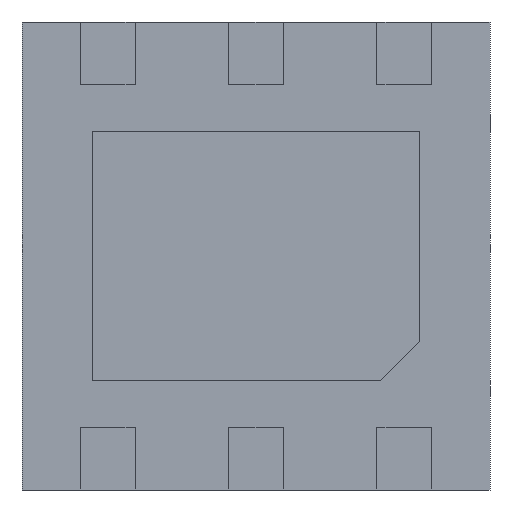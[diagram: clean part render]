
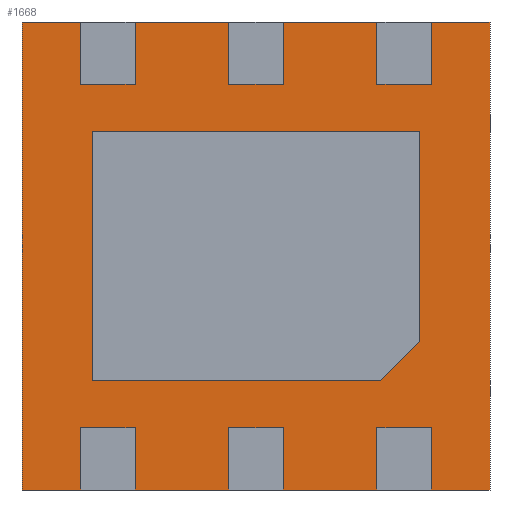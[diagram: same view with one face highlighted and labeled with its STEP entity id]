
A CAD part, front view. The second image highlights one B-rep face of the part: STEP entity #1668.
In plain terms, the highlighted planar face has unit normal (0, -1, 0).
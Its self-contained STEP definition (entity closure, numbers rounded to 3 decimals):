
#45=DIRECTION('',(-0.707,0.,-0.707));
#46=VECTOR('',#45,0.356);
#47=CARTESIAN_POINT('',(1.05,0.,-0.549));
#48=LINE('',#47,#46);
#53=DIRECTION('',(0.,0.,-1.));
#54=VECTOR('',#53,1.349);
#55=CARTESIAN_POINT('',(1.05,0.,0.8));
#56=LINE('',#55,#54);
#60=DIRECTION('',(1.,0.,0.));
#61=VECTOR('',#60,2.1);
#62=CARTESIAN_POINT('',(-1.05,0.,0.8));
#63=LINE('',#62,#61);
#67=DIRECTION('',(0.,0.,1.));
#68=VECTOR('',#67,1.6);
#69=CARTESIAN_POINT('',(-1.05,0.,-0.8));
#70=LINE('',#69,#68);
#74=DIRECTION('',(-1.,0.,0.));
#75=VECTOR('',#74,1.849);
#76=CARTESIAN_POINT('',(0.799,0.,-0.8));
#77=LINE('',#76,#75);
#81=DIRECTION('',(1.,0.,0.));
#82=VECTOR('',#81,0.35);
#83=CARTESIAN_POINT('',(0.775,0.,-1.1));
#84=LINE('',#83,#82);
#88=DIRECTION('',(0.,0.,1.));
#89=VECTOR('',#88,0.4);
#90=CARTESIAN_POINT('',(0.775,0.,-1.5));
#91=LINE('',#90,#89);
#95=DIRECTION('',(-1.,0.,0.));
#96=VECTOR('',#95,0.6);
#97=CARTESIAN_POINT('',(0.775,0.,-1.5));
#98=LINE('',#97,#96);
#102=DIRECTION('',(0.,0.,1.));
#103=VECTOR('',#102,0.4);
#104=CARTESIAN_POINT('',(0.175,0.,-1.5));
#105=LINE('',#104,#103);
#109=DIRECTION('',(1.,0.,0.));
#110=VECTOR('',#109,0.35);
#111=CARTESIAN_POINT('',(-0.175,0.,-1.1));
#112=LINE('',#111,#110);
#116=DIRECTION('',(0.,0.,1.));
#117=VECTOR('',#116,0.4);
#118=CARTESIAN_POINT('',(-0.175,0.,-1.5));
#119=LINE('',#118,#117);
#123=DIRECTION('',(-1.,0.,0.));
#124=VECTOR('',#123,0.6);
#125=CARTESIAN_POINT('',(-0.175,0.,-1.5));
#126=LINE('',#125,#124);
#130=DIRECTION('',(0.,0.,1.));
#131=VECTOR('',#130,0.4);
#132=CARTESIAN_POINT('',(-0.775,0.,-1.5));
#133=LINE('',#132,#131);
#137=DIRECTION('',(1.,0.,0.));
#138=VECTOR('',#137,0.35);
#139=CARTESIAN_POINT('',(-1.125,0.,-1.1));
#140=LINE('',#139,#138);
#144=DIRECTION('',(0.,0.,1.));
#145=VECTOR('',#144,0.4);
#146=CARTESIAN_POINT('',(-1.125,0.,-1.5));
#147=LINE('',#146,#145);
#151=DIRECTION('',(-1.,0.,0.));
#152=VECTOR('',#151,0.375);
#153=CARTESIAN_POINT('',(-1.125,0.,-1.5));
#154=LINE('',#153,#152);
#158=DIRECTION('',(0.,0.,1.));
#159=VECTOR('',#158,3.);
#160=CARTESIAN_POINT('',(-1.5,0.,-1.5));
#161=LINE('',#160,#159);
#165=DIRECTION('',(1.,0.,0.));
#166=VECTOR('',#165,0.375);
#167=CARTESIAN_POINT('',(-1.5,0.,1.5));
#168=LINE('',#167,#166);
#172=DIRECTION('',(0.,0.,-1.));
#173=VECTOR('',#172,0.4);
#174=CARTESIAN_POINT('',(-1.125,0.,1.5));
#175=LINE('',#174,#173);
#179=DIRECTION('',(1.,0.,0.));
#180=VECTOR('',#179,0.35);
#181=CARTESIAN_POINT('',(-1.125,0.,1.1));
#182=LINE('',#181,#180);
#186=DIRECTION('',(0.,0.,-1.));
#187=VECTOR('',#186,0.4);
#188=CARTESIAN_POINT('',(-0.775,0.,1.5));
#189=LINE('',#188,#187);
#193=DIRECTION('',(1.,0.,0.));
#194=VECTOR('',#193,0.6);
#195=CARTESIAN_POINT('',(-0.775,0.,1.5));
#196=LINE('',#195,#194);
#200=DIRECTION('',(0.,0.,-1.));
#201=VECTOR('',#200,0.4);
#202=CARTESIAN_POINT('',(-0.175,0.,1.5));
#203=LINE('',#202,#201);
#207=DIRECTION('',(1.,0.,0.));
#208=VECTOR('',#207,0.35);
#209=CARTESIAN_POINT('',(-0.175,0.,1.1));
#210=LINE('',#209,#208);
#214=DIRECTION('',(0.,0.,-1.));
#215=VECTOR('',#214,0.4);
#216=CARTESIAN_POINT('',(0.175,0.,1.5));
#217=LINE('',#216,#215);
#221=DIRECTION('',(1.,0.,0.));
#222=VECTOR('',#221,0.6);
#223=CARTESIAN_POINT('',(0.175,0.,1.5));
#224=LINE('',#223,#222);
#228=DIRECTION('',(0.,0.,-1.));
#229=VECTOR('',#228,0.4);
#230=CARTESIAN_POINT('',(0.775,0.,1.5));
#231=LINE('',#230,#229);
#235=DIRECTION('',(1.,0.,0.));
#236=VECTOR('',#235,0.35);
#237=CARTESIAN_POINT('',(0.775,0.,1.1));
#238=LINE('',#237,#236);
#242=DIRECTION('',(0.,0.,-1.));
#243=VECTOR('',#242,0.4);
#244=CARTESIAN_POINT('',(1.125,0.,1.5));
#245=LINE('',#244,#243);
#249=DIRECTION('',(1.,0.,0.));
#250=VECTOR('',#249,0.375);
#251=CARTESIAN_POINT('',(1.125,0.,1.5));
#252=LINE('',#251,#250);
#256=DIRECTION('',(0.,0.,-1.));
#257=VECTOR('',#256,3.);
#258=CARTESIAN_POINT('',(1.5,0.,1.5));
#259=LINE('',#258,#257);
#263=DIRECTION('',(-1.,0.,0.));
#264=VECTOR('',#263,0.375);
#265=CARTESIAN_POINT('',(1.5,0.,-1.5));
#266=LINE('',#265,#264);
#270=DIRECTION('',(0.,0.,1.));
#271=VECTOR('',#270,0.4);
#272=CARTESIAN_POINT('',(1.125,0.,-1.5));
#273=LINE('',#272,#271);
#1349=CARTESIAN_POINT('',(-1.5,0.,-1.5));
#1350=CARTESIAN_POINT('',(-1.5,0.,1.5));
#1351=VERTEX_POINT('',#1349);
#1352=VERTEX_POINT('',#1350);
#1353=CARTESIAN_POINT('',(1.5,0.,1.5));
#1354=CARTESIAN_POINT('',(1.5,0.,-1.5));
#1355=VERTEX_POINT('',#1353);
#1356=VERTEX_POINT('',#1354);
#1365=CARTESIAN_POINT('',(1.05,0.,-0.549));
#1366=CARTESIAN_POINT('',(0.799,0.,-0.8));
#1367=VERTEX_POINT('',#1365);
#1368=VERTEX_POINT('',#1366);
#1369=CARTESIAN_POINT('',(-1.05,0.,-0.8));
#1370=VERTEX_POINT('',#1369);
#1371=CARTESIAN_POINT('',(-1.05,0.,0.8));
#1372=VERTEX_POINT('',#1371);
#1373=CARTESIAN_POINT('',(1.05,0.,0.8));
#1374=VERTEX_POINT('',#1373);
#1375=CARTESIAN_POINT('',(0.775,0.,-1.1));
#1376=CARTESIAN_POINT('',(1.125,0.,-1.1));
#1377=VERTEX_POINT('',#1375);
#1378=VERTEX_POINT('',#1376);
#1379=CARTESIAN_POINT('',(0.775,0.,-1.5));
#1380=VERTEX_POINT('',#1379);
#1381=CARTESIAN_POINT('',(1.125,0.,-1.5));
#1382=VERTEX_POINT('',#1381);
#1383=CARTESIAN_POINT('',(-0.175,0.,-1.1));
#1384=CARTESIAN_POINT('',(0.175,0.,-1.1));
#1385=VERTEX_POINT('',#1383);
#1386=VERTEX_POINT('',#1384);
#1387=CARTESIAN_POINT('',(-0.175,0.,-1.5));
#1388=VERTEX_POINT('',#1387);
#1389=CARTESIAN_POINT('',(0.175,0.,-1.5));
#1390=VERTEX_POINT('',#1389);
#1391=CARTESIAN_POINT('',(-1.125,0.,-1.1));
#1392=CARTESIAN_POINT('',(-0.775,0.,-1.1));
#1393=VERTEX_POINT('',#1391);
#1394=VERTEX_POINT('',#1392);
#1395=CARTESIAN_POINT('',(-1.125,0.,-1.5));
#1396=VERTEX_POINT('',#1395);
#1397=CARTESIAN_POINT('',(-0.775,0.,-1.5));
#1398=VERTEX_POINT('',#1397);
#1399=CARTESIAN_POINT('',(0.775,0.,1.1));
#1400=CARTESIAN_POINT('',(1.125,0.,1.1));
#1401=VERTEX_POINT('',#1399);
#1402=VERTEX_POINT('',#1400);
#1403=CARTESIAN_POINT('',(0.775,0.,1.5));
#1404=VERTEX_POINT('',#1403);
#1405=CARTESIAN_POINT('',(1.125,0.,1.5));
#1406=VERTEX_POINT('',#1405);
#1407=CARTESIAN_POINT('',(-0.175,0.,1.1));
#1408=CARTESIAN_POINT('',(0.175,0.,1.1));
#1409=VERTEX_POINT('',#1407);
#1410=VERTEX_POINT('',#1408);
#1411=CARTESIAN_POINT('',(-0.175,0.,1.5));
#1412=VERTEX_POINT('',#1411);
#1413=CARTESIAN_POINT('',(0.175,0.,1.5));
#1414=VERTEX_POINT('',#1413);
#1415=CARTESIAN_POINT('',(-1.125,0.,1.1));
#1416=CARTESIAN_POINT('',(-0.775,0.,1.1));
#1417=VERTEX_POINT('',#1415);
#1418=VERTEX_POINT('',#1416);
#1419=CARTESIAN_POINT('',(-1.125,0.,1.5));
#1420=VERTEX_POINT('',#1419);
#1421=CARTESIAN_POINT('',(-0.775,0.,1.5));
#1422=VERTEX_POINT('',#1421);
#1593=CARTESIAN_POINT('',(0.,0.,0.));
#1594=DIRECTION('',(0.,1.,0.));
#1595=DIRECTION('',(1.,0.,0.));
#1596=AXIS2_PLACEMENT_3D('',#1593,#1594,#1595);
#1597=PLANE('',#1596);
#1599=ORIENTED_EDGE('',*,*,#1598,.F.);
#1601=ORIENTED_EDGE('',*,*,#1600,.F.);
#1603=ORIENTED_EDGE('',*,*,#1602,.T.);
#1605=ORIENTED_EDGE('',*,*,#1604,.T.);
#1607=ORIENTED_EDGE('',*,*,#1606,.F.);
#1609=ORIENTED_EDGE('',*,*,#1608,.F.);
#1611=ORIENTED_EDGE('',*,*,#1610,.T.);
#1613=ORIENTED_EDGE('',*,*,#1612,.T.);
#1615=ORIENTED_EDGE('',*,*,#1614,.F.);
#1617=ORIENTED_EDGE('',*,*,#1616,.F.);
#1619=ORIENTED_EDGE('',*,*,#1618,.T.);
#1621=ORIENTED_EDGE('',*,*,#1620,.T.);
#1623=ORIENTED_EDGE('',*,*,#1622,.T.);
#1625=ORIENTED_EDGE('',*,*,#1624,.T.);
#1627=ORIENTED_EDGE('',*,*,#1626,.T.);
#1629=ORIENTED_EDGE('',*,*,#1628,.F.);
#1631=ORIENTED_EDGE('',*,*,#1630,.T.);
#1633=ORIENTED_EDGE('',*,*,#1632,.T.);
#1635=ORIENTED_EDGE('',*,*,#1634,.T.);
#1637=ORIENTED_EDGE('',*,*,#1636,.F.);
#1639=ORIENTED_EDGE('',*,*,#1638,.T.);
#1641=ORIENTED_EDGE('',*,*,#1640,.T.);
#1643=ORIENTED_EDGE('',*,*,#1642,.T.);
#1645=ORIENTED_EDGE('',*,*,#1644,.F.);
#1647=ORIENTED_EDGE('',*,*,#1646,.T.);
#1649=ORIENTED_EDGE('',*,*,#1648,.T.);
#1651=ORIENTED_EDGE('',*,*,#1650,.T.);
#1653=ORIENTED_EDGE('',*,*,#1652,.T.);
#1654=EDGE_LOOP('',(#1599,#1601,#1603,#1605,#1607,#1609,#1611,#1613,#1615,#1617,
#1619,#1621,#1623,#1625,#1627,#1629,#1631,#1633,#1635,#1637,#1639,#1641,#1643,
#1645,#1647,#1649,#1651,#1653));
#1655=FACE_OUTER_BOUND('',#1654,.F.);
#1657=ORIENTED_EDGE('',*,*,#1656,.F.);
#1659=ORIENTED_EDGE('',*,*,#1658,.F.);
#1661=ORIENTED_EDGE('',*,*,#1660,.F.);
#1663=ORIENTED_EDGE('',*,*,#1662,.F.);
#1665=ORIENTED_EDGE('',*,*,#1664,.F.);
#1666=EDGE_LOOP('',(#1657,#1659,#1661,#1663,#1665));
#1667=FACE_BOUND('',#1666,.F.);
#1668=ADVANCED_FACE('',(#1655,#1667),#1597,.F.);
#1598=EDGE_CURVE('',#1377,#1378,#84,.T.);
#1600=EDGE_CURVE('',#1380,#1377,#91,.T.);
#1602=EDGE_CURVE('',#1380,#1390,#98,.T.);
#1604=EDGE_CURVE('',#1390,#1386,#105,.T.);
#1606=EDGE_CURVE('',#1385,#1386,#112,.T.);
#1608=EDGE_CURVE('',#1388,#1385,#119,.T.);
#1610=EDGE_CURVE('',#1388,#1398,#126,.T.);
#1612=EDGE_CURVE('',#1398,#1394,#133,.T.);
#1614=EDGE_CURVE('',#1393,#1394,#140,.T.);
#1616=EDGE_CURVE('',#1396,#1393,#147,.T.);
#1618=EDGE_CURVE('',#1396,#1351,#154,.T.);
#1620=EDGE_CURVE('',#1351,#1352,#161,.T.);
#1622=EDGE_CURVE('',#1352,#1420,#168,.T.);
#1624=EDGE_CURVE('',#1420,#1417,#175,.T.);
#1626=EDGE_CURVE('',#1417,#1418,#182,.T.);
#1628=EDGE_CURVE('',#1422,#1418,#189,.T.);
#1630=EDGE_CURVE('',#1422,#1412,#196,.T.);
#1632=EDGE_CURVE('',#1412,#1409,#203,.T.);
#1634=EDGE_CURVE('',#1409,#1410,#210,.T.);
#1636=EDGE_CURVE('',#1414,#1410,#217,.T.);
#1638=EDGE_CURVE('',#1414,#1404,#224,.T.);
#1640=EDGE_CURVE('',#1404,#1401,#231,.T.);
#1642=EDGE_CURVE('',#1401,#1402,#238,.T.);
#1644=EDGE_CURVE('',#1406,#1402,#245,.T.);
#1646=EDGE_CURVE('',#1406,#1355,#252,.T.);
#1648=EDGE_CURVE('',#1355,#1356,#259,.T.);
#1650=EDGE_CURVE('',#1356,#1382,#266,.T.);
#1652=EDGE_CURVE('',#1382,#1378,#273,.T.);
#1656=EDGE_CURVE('',#1367,#1368,#48,.T.);
#1658=EDGE_CURVE('',#1374,#1367,#56,.T.);
#1660=EDGE_CURVE('',#1372,#1374,#63,.T.);
#1662=EDGE_CURVE('',#1370,#1372,#70,.T.);
#1664=EDGE_CURVE('',#1368,#1370,#77,.T.);
